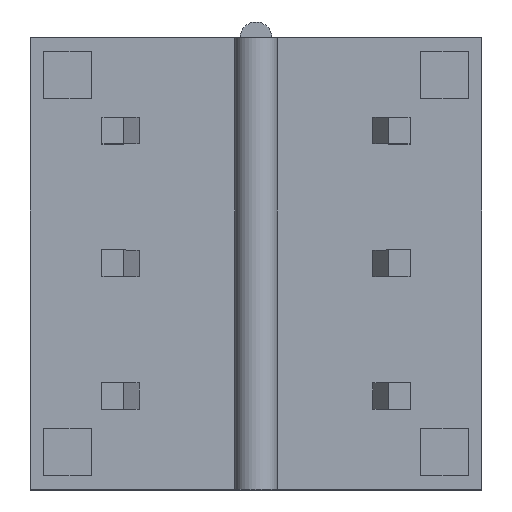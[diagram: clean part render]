
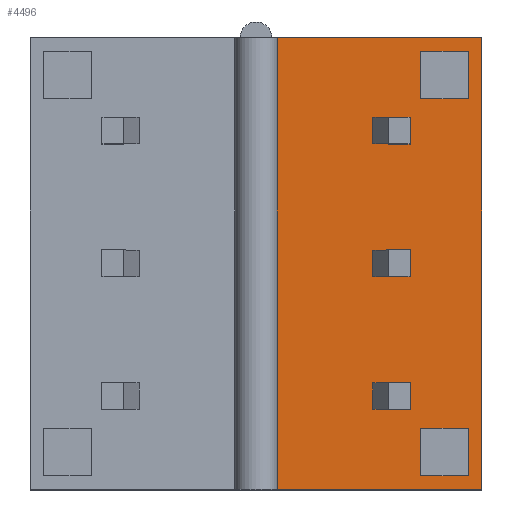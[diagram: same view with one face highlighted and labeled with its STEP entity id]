
A CAD part, top view. The second image highlights one B-rep face of the part: STEP entity #4496.
In plain terms, the highlighted planar face has unit normal (0, 0, 1).
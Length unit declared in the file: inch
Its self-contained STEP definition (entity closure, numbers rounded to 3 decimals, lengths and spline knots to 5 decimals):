
#3574=CARTESIAN_POINT('',(0.09843,0.08858,0.01969));
#3575=VERTEX_POINT('',#3574);
#3584=CARTESIAN_POINT('',(0.11417,0.08858,0.01969));
#3585=VERTEX_POINT('',#3584);
#3586=CARTESIAN_POINT('',(0.11417,0.08858,0.01969));
#3587=DIRECTION('',(-1.0,0.0,0.0));
#3588=VECTOR('',#3587,0.01575);
#3589=LINE('',#3586,#3588);
#3590=EDGE_CURVE('',#3585,#3575,#3589,.T.);
#3662=CARTESIAN_POINT('',(0.11417,0.10827,0.01969));
#3663=VERTEX_POINT('',#3662);
#3679=CARTESIAN_POINT('',(0.11417,0.10827,0.01969));
#3680=DIRECTION('',(0.0,-1.0,0.0));
#3681=VECTOR('',#3680,0.01969);
#3682=LINE('',#3679,#3681);
#3683=EDGE_CURVE('',#3663,#3585,#3682,.T.);
#3861=CARTESIAN_POINT('',(0.09843,0.10827,0.01969));
#3862=VERTEX_POINT('',#3861);
#3869=CARTESIAN_POINT('',(0.09843,0.08858,0.01969));
#3870=DIRECTION('',(0.0,1.0,0.0));
#3871=VECTOR('',#3870,0.01969);
#3872=LINE('',#3869,#3871);
#3873=EDGE_CURVE('',#3575,#3862,#3872,.T.);
#3886=CARTESIAN_POINT('',(0.09843,0.10827,0.01969));
#3887=DIRECTION('',(1.0,0.0,0.0));
#3888=VECTOR('',#3887,0.01575);
#3889=LINE('',#3886,#3888);
#3890=EDGE_CURVE('',#3862,#3663,#3889,.T.);
#3908=CARTESIAN_POINT('',(0.09843,-0.10827,0.01969));
#3909=VERTEX_POINT('',#3908);
#3918=CARTESIAN_POINT('',(0.11417,-0.10827,0.01969));
#3919=VERTEX_POINT('',#3918);
#3920=CARTESIAN_POINT('',(0.11417,-0.10827,0.01969));
#3921=DIRECTION('',(-1.0,0.0,0.0));
#3922=VECTOR('',#3921,0.01575);
#3923=LINE('',#3920,#3922);
#3924=EDGE_CURVE('',#3919,#3909,#3923,.T.);
#3996=CARTESIAN_POINT('',(0.11417,-0.08858,0.01969));
#3997=VERTEX_POINT('',#3996);
#4013=CARTESIAN_POINT('',(0.11417,-0.08858,0.01969));
#4014=DIRECTION('',(0.0,-1.0,0.0));
#4015=VECTOR('',#4014,0.01969);
#4016=LINE('',#4013,#4015);
#4017=EDGE_CURVE('',#3997,#3919,#4016,.T.);
#4195=CARTESIAN_POINT('',(0.09843,-0.08858,0.01969));
#4196=VERTEX_POINT('',#4195);
#4203=CARTESIAN_POINT('',(0.09843,-0.10827,0.01969));
#4204=DIRECTION('',(0.0,1.0,0.0));
#4205=VECTOR('',#4204,0.01969);
#4206=LINE('',#4203,#4205);
#4207=EDGE_CURVE('',#3909,#4196,#4206,.T.);
#4220=CARTESIAN_POINT('',(0.09843,-0.08858,0.01969));
#4221=DIRECTION('',(1.0,0.0,0.0));
#4222=VECTOR('',#4221,0.01575);
#4223=LINE('',#4220,#4222);
#4224=EDGE_CURVE('',#4196,#3997,#4223,.T.);
#4252=CARTESIAN_POINT('',(0.01575,-0.16732,0.01969));
#4253=VERTEX_POINT('',#4252);
#4261=CARTESIAN_POINT('',(0.01575,0.16732,0.01969));
#4262=VERTEX_POINT('',#4261);
#4263=CARTESIAN_POINT('',(0.01575,0.16732,0.01969));
#4264=DIRECTION('',(0.0,-1.0,0.0));
#4265=VECTOR('',#4264,0.33465);
#4266=LINE('',#4263,#4265);
#4267=EDGE_CURVE('',#4262,#4253,#4266,.T.);
#4299=CARTESIAN_POINT('',(0.16732,0.16732,0.01969));
#4300=VERTEX_POINT('',#4299);
#4301=CARTESIAN_POINT('',(0.01575,0.16732,0.01969));
#4302=DIRECTION('',(1.0,0.0,0.0));
#4303=VECTOR('',#4302,0.15157);
#4304=LINE('',#4301,#4303);
#4305=EDGE_CURVE('',#4262,#4300,#4304,.T.);
#4359=CARTESIAN_POINT('',(0.00817,-0.18406,0.01969));
#4360=DIRECTION('',(0.0,0.0,1.0));
#4361=DIRECTION('',(1.0,0.0,0.0));
#4362=AXIS2_PLACEMENT_3D('',#4359,#4360,#4361);
#4363=PLANE('',#4362);
#4364=ORIENTED_EDGE('',*,*,#4267,.T.);
#4365=CARTESIAN_POINT('',(0.16732,-0.16732,0.01969));
#4366=VERTEX_POINT('',#4365);
#4367=CARTESIAN_POINT('',(0.16732,-0.16732,0.01969));
#4368=DIRECTION('',(-1.0,0.0,0.0));
#4369=VECTOR('',#4368,0.15157);
#4370=LINE('',#4367,#4369);
#4371=EDGE_CURVE('',#4366,#4253,#4370,.T.);
#4372=ORIENTED_EDGE('',*,*,#4371,.F.);
#4373=CARTESIAN_POINT('',(0.16732,0.16732,0.01969));
#4374=DIRECTION('',(0.0,-1.0,0.0));
#4375=VECTOR('',#4374,0.33465);
#4376=LINE('',#4373,#4375);
#4377=EDGE_CURVE('',#4300,#4366,#4376,.T.);
#4378=ORIENTED_EDGE('',*,*,#4377,.F.);
#4379=ORIENTED_EDGE('',*,*,#4305,.F.);
#4380=EDGE_LOOP('',(#4364,#4372,#4378,#4379));
#4381=FACE_OUTER_BOUND('',#4380,.T.);
#4382=ORIENTED_EDGE('',*,*,#3590,.T.);
#4383=ORIENTED_EDGE('',*,*,#3873,.T.);
#4384=ORIENTED_EDGE('',*,*,#3890,.T.);
#4385=ORIENTED_EDGE('',*,*,#3683,.T.);
#4386=EDGE_LOOP('',(#4382,#4383,#4384,#4385));
#4387=FACE_BOUND('',#4386,.T.);
#4388=ORIENTED_EDGE('',*,*,#3924,.T.);
#4389=ORIENTED_EDGE('',*,*,#4207,.T.);
#4390=ORIENTED_EDGE('',*,*,#4224,.T.);
#4391=ORIENTED_EDGE('',*,*,#4017,.T.);
#4392=EDGE_LOOP('',(#4388,#4389,#4390,#4391));
#4393=FACE_BOUND('',#4392,.T.);
#4394=CARTESIAN_POINT('',(0.11417,-0.00984,0.01969));
#4395=VERTEX_POINT('',#4394);
#4396=CARTESIAN_POINT('',(0.09843,-0.00984,0.01969));
#4397=VERTEX_POINT('',#4396);
#4398=CARTESIAN_POINT('',(0.11417,-0.00984,0.01969));
#4399=DIRECTION('',(-1.0,0.0,0.0));
#4400=VECTOR('',#4399,0.01575);
#4401=LINE('',#4398,#4400);
#4402=EDGE_CURVE('',#4395,#4397,#4401,.T.);
#4403=ORIENTED_EDGE('',*,*,#4402,.T.);
#4404=CARTESIAN_POINT('',(0.09843,0.00984,0.01969));
#4405=VERTEX_POINT('',#4404);
#4406=CARTESIAN_POINT('',(0.09843,-0.00984,0.01969));
#4407=DIRECTION('',(0.0,1.0,0.0));
#4408=VECTOR('',#4407,0.01969);
#4409=LINE('',#4406,#4408);
#4410=EDGE_CURVE('',#4397,#4405,#4409,.T.);
#4411=ORIENTED_EDGE('',*,*,#4410,.T.);
#4412=CARTESIAN_POINT('',(0.11417,0.00984,0.01969));
#4413=VERTEX_POINT('',#4412);
#4414=CARTESIAN_POINT('',(0.09843,0.00984,0.01969));
#4415=DIRECTION('',(1.0,0.0,0.0));
#4416=VECTOR('',#4415,0.01575);
#4417=LINE('',#4414,#4416);
#4418=EDGE_CURVE('',#4405,#4413,#4417,.T.);
#4419=ORIENTED_EDGE('',*,*,#4418,.T.);
#4420=CARTESIAN_POINT('',(0.11417,0.00984,0.01969));
#4421=DIRECTION('',(0.0,-1.0,0.0));
#4422=VECTOR('',#4421,0.01969);
#4423=LINE('',#4420,#4422);
#4424=EDGE_CURVE('',#4413,#4395,#4423,.T.);
#4425=ORIENTED_EDGE('',*,*,#4424,.T.);
#4426=EDGE_LOOP('',(#4403,#4411,#4419,#4425));
#4427=FACE_BOUND('',#4426,.T.);
#4428=CARTESIAN_POINT('',(0.15748,-0.12205,0.01969));
#4429=VERTEX_POINT('',#4428);
#4430=CARTESIAN_POINT('',(0.15748,-0.15748,0.01969));
#4431=VERTEX_POINT('',#4430);
#4432=CARTESIAN_POINT('',(0.15748,-0.12205,0.01969));
#4433=DIRECTION('',(0.0,-1.0,0.0));
#4434=VECTOR('',#4433,0.03543);
#4435=LINE('',#4432,#4434);
#4436=EDGE_CURVE('',#4429,#4431,#4435,.T.);
#4437=ORIENTED_EDGE('',*,*,#4436,.T.);
#4438=CARTESIAN_POINT('',(0.12205,-0.15748,0.01969));
#4439=VERTEX_POINT('',#4438);
#4440=CARTESIAN_POINT('',(0.15748,-0.15748,0.01969));
#4441=DIRECTION('',(-1.0,0.0,0.0));
#4442=VECTOR('',#4441,0.03543);
#4443=LINE('',#4440,#4442);
#4444=EDGE_CURVE('',#4431,#4439,#4443,.T.);
#4445=ORIENTED_EDGE('',*,*,#4444,.T.);
#4446=CARTESIAN_POINT('',(0.12205,-0.12205,0.01969));
#4447=VERTEX_POINT('',#4446);
#4448=CARTESIAN_POINT('',(0.12205,-0.15748,0.01969));
#4449=DIRECTION('',(0.0,1.0,0.0));
#4450=VECTOR('',#4449,0.03543);
#4451=LINE('',#4448,#4450);
#4452=EDGE_CURVE('',#4439,#4447,#4451,.T.);
#4453=ORIENTED_EDGE('',*,*,#4452,.T.);
#4454=CARTESIAN_POINT('',(0.12205,-0.12205,0.01969));
#4455=DIRECTION('',(1.0,0.0,0.0));
#4456=VECTOR('',#4455,0.03543);
#4457=LINE('',#4454,#4456);
#4458=EDGE_CURVE('',#4447,#4429,#4457,.T.);
#4459=ORIENTED_EDGE('',*,*,#4458,.T.);
#4460=EDGE_LOOP('',(#4437,#4445,#4453,#4459));
#4461=FACE_BOUND('',#4460,.T.);
#4462=CARTESIAN_POINT('',(0.15748,0.15748,0.01969));
#4463=VERTEX_POINT('',#4462);
#4464=CARTESIAN_POINT('',(0.15748,0.12205,0.01969));
#4465=VERTEX_POINT('',#4464);
#4466=CARTESIAN_POINT('',(0.15748,0.15748,0.01969));
#4467=DIRECTION('',(0.0,-1.0,0.0));
#4468=VECTOR('',#4467,0.03543);
#4469=LINE('',#4466,#4468);
#4470=EDGE_CURVE('',#4463,#4465,#4469,.T.);
#4471=ORIENTED_EDGE('',*,*,#4470,.T.);
#4472=CARTESIAN_POINT('',(0.12205,0.12205,0.01969));
#4473=VERTEX_POINT('',#4472);
#4474=CARTESIAN_POINT('',(0.15748,0.12205,0.01969));
#4475=DIRECTION('',(-1.0,0.0,0.0));
#4476=VECTOR('',#4475,0.03543);
#4477=LINE('',#4474,#4476);
#4478=EDGE_CURVE('',#4465,#4473,#4477,.T.);
#4479=ORIENTED_EDGE('',*,*,#4478,.T.);
#4480=CARTESIAN_POINT('',(0.12205,0.15748,0.01969));
#4481=VERTEX_POINT('',#4480);
#4482=CARTESIAN_POINT('',(0.12205,0.12205,0.01969));
#4483=DIRECTION('',(0.0,1.0,0.0));
#4484=VECTOR('',#4483,0.03543);
#4485=LINE('',#4482,#4484);
#4486=EDGE_CURVE('',#4473,#4481,#4485,.T.);
#4487=ORIENTED_EDGE('',*,*,#4486,.T.);
#4488=CARTESIAN_POINT('',(0.12205,0.15748,0.01969));
#4489=DIRECTION('',(1.0,0.0,0.0));
#4490=VECTOR('',#4489,0.03543);
#4491=LINE('',#4488,#4490);
#4492=EDGE_CURVE('',#4481,#4463,#4491,.T.);
#4493=ORIENTED_EDGE('',*,*,#4492,.T.);
#4494=EDGE_LOOP('',(#4471,#4479,#4487,#4493));
#4495=FACE_BOUND('',#4494,.T.);
#4496=ADVANCED_FACE('',(#4381,#4387,#4393,#4427,#4461,#4495),#4363,.T.);
